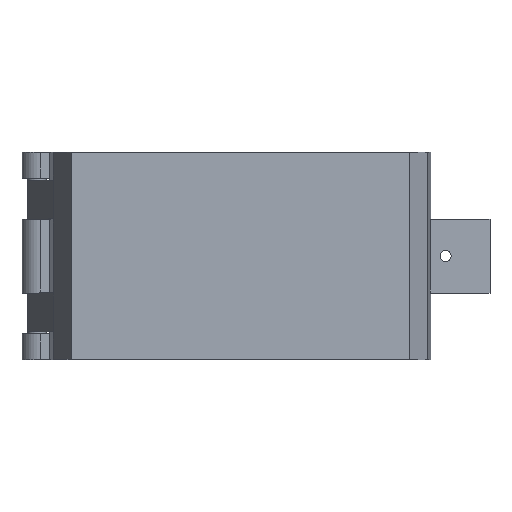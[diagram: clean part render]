
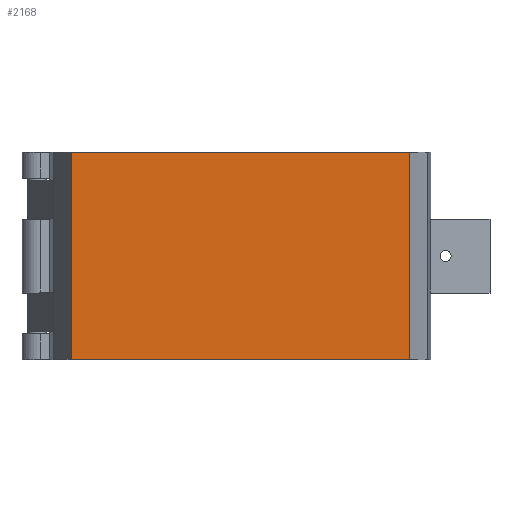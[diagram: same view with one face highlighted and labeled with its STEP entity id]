
A CAD part, top view. The second image highlights one B-rep face of the part: STEP entity #2168.
In plain terms, the highlighted planar face has unit normal (0, 0, 1).
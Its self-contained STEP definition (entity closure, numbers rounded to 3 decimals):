
#188=FACE_OUTER_BOUND('',#334,.T.);
#334=EDGE_LOOP('',(#1763,#1764,#1765,#1766));
#549=LINE('',#3374,#806);
#551=LINE('',#3378,#808);
#554=LINE('',#3384,#811);
#555=LINE('',#3385,#812);
#806=VECTOR('',#2762,10.);
#808=VECTOR('',#2766,10.);
#811=VECTOR('',#2771,10.);
#812=VECTOR('',#2772,10.);
#1030=VERTEX_POINT('',#3371);
#1031=VERTEX_POINT('',#3373);
#1032=VERTEX_POINT('',#3377);
#1034=VERTEX_POINT('',#3383);
#1281=EDGE_CURVE('',#1030,#1031,#549,.T.);
#1283=EDGE_CURVE('',#1030,#1032,#551,.T.);
#1286=EDGE_CURVE('',#1031,#1034,#554,.T.);
#1287=EDGE_CURVE('',#1034,#1032,#555,.T.);
#1763=ORIENTED_EDGE('',*,*,#1286,.F.);
#1764=ORIENTED_EDGE('',*,*,#1281,.F.);
#1765=ORIENTED_EDGE('',*,*,#1283,.T.);
#1766=ORIENTED_EDGE('',*,*,#1287,.F.);
#2044=PLANE('',#2328);
#2168=ADVANCED_FACE('',(#188),#2044,.T.);
#2328=AXIS2_PLACEMENT_3D('',#3382,#2769,#2770);
#2762=DIRECTION('',(-1.,0.,0.));
#2766=DIRECTION('',(0.,1.,0.));
#2769=DIRECTION('center_axis',(0.,0.,
1.));
#2770=DIRECTION('ref_axis',(-1.,0.,0.));
#2771=DIRECTION('',(0.,1.,0.));
#2772=DIRECTION('',(1.,0.,0.));
#3371=CARTESIAN_POINT('',(97.715,-28.,32.));
#3373=CARTESIAN_POINT('',(6.285,-28.,32.));
#3374=CARTESIAN_POINT('',(6.285,-28.,32.));
#3377=CARTESIAN_POINT('',(97.715,28.,32.));
#3378=CARTESIAN_POINT('',(97.715,0.,32.));
#3382=CARTESIAN_POINT('Origin',(97.715,0.,32.));
#3383=CARTESIAN_POINT('',(6.285,28.,32.));
#3384=CARTESIAN_POINT('',(6.285,0.,32.));
#3385=CARTESIAN_POINT('',(6.285,28.,32.));
